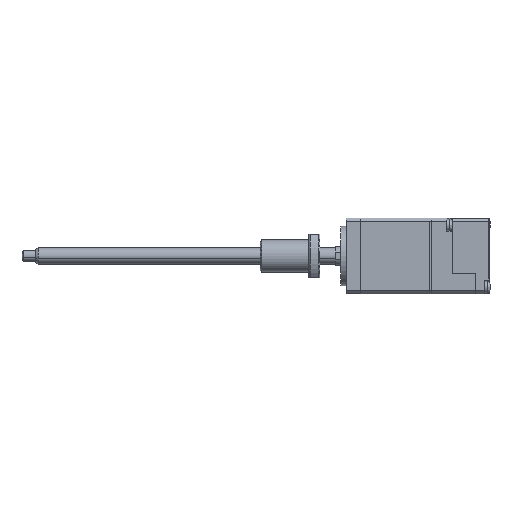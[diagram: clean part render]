
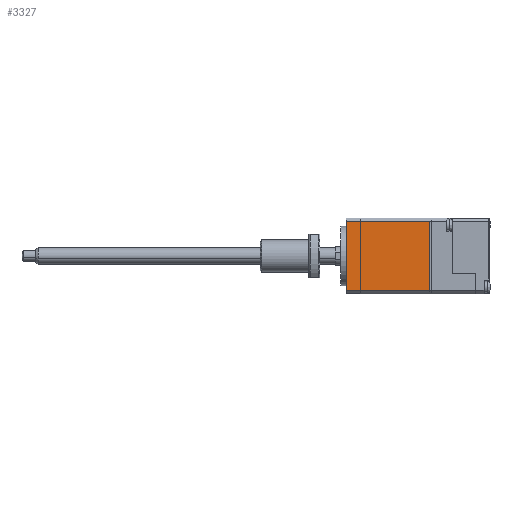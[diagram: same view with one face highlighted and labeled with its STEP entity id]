
A CAD part, left-side view. The second image highlights one B-rep face of the part: STEP entity #3327.
In plain terms, the highlighted planar face has unit normal (-1, 0, 0).
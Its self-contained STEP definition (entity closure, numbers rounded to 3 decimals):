
#150 = VERTEX_POINT ( 'NONE', #1552 ) ;
#229 = LINE ( 'NONE', #6242, #6270 ) ;
#565 = CARTESIAN_POINT ( 'NONE',  ( -26.711, -31.654, 32.445 ) ) ;
#801 = VECTOR ( 'NONE', #1888, 1000. ) ;
#919 = EDGE_CURVE ( 'NONE', #9120, #150, #229, .T. ) ;
#1127 = EDGE_CURVE ( 'NONE', #8114, #4376, #2943, .T. ) ;
#1247 = CARTESIAN_POINT ( 'NONE',  ( -26.711, -31.654, 32.445 ) ) ;
#1405 = ORIENTED_EDGE ( 'NONE', *, *, #919, .T. ) ;
#1552 = CARTESIAN_POINT ( 'NONE',  ( -26.711, -31.654, 6.755 ) ) ;
#1816 = EDGE_CURVE ( 'NONE', #4376, #150, #2910, .T. ) ;
#1888 = DIRECTION ( 'NONE',  ( 0., -1., 0. ) ) ;
#2514 = EDGE_CURVE ( 'NONE', #8114, #9120, #3166, .T. ) ;
#2705 = VECTOR ( 'NONE', #6075, 1000. ) ;
#2791 = DIRECTION ( 'NONE',  ( 0., 0., -1. ) ) ;
#2792 = ORIENTED_EDGE ( 'NONE', *, *, #2514, .T. ) ;
#2910 = LINE ( 'NONE', #565, #7758 ) ;
#2943 = LINE ( 'NONE', #4134, #801 ) ;
#2982 = ORIENTED_EDGE ( 'NONE', *, *, #1127, .F. ) ;
#3166 = LINE ( 'NONE', #8290, #2705 ) ;
#3327 = ADVANCED_FACE ( 'NONE', ( #8591 ), #4223, .T. ) ;
#3400 = CARTESIAN_POINT ( 'NONE',  ( -26.711, -0.974, 6.755 ) ) ;
#3925 = AXIS2_PLACEMENT_3D ( 'NONE', #7320, #4951, #5815 ) ;
#4134 = CARTESIAN_POINT ( 'NONE',  ( -26.711, -0.974, 32.445 ) ) ;
#4223 = PLANE ( 'NONE',  #3925 ) ;
#4344 = ORIENTED_EDGE ( 'NONE', *, *, #1816, .F. ) ;
#4376 = VERTEX_POINT ( 'NONE', #1247 ) ;
#4951 = DIRECTION ( 'NONE',  ( -1., 0., 0. ) ) ;
#5714 = EDGE_LOOP ( 'NONE', ( #4344, #2982, #2792, #1405 ) ) ;
#5815 = DIRECTION ( 'NONE',  ( 0., 0., -1. ) ) ;
#6075 = DIRECTION ( 'NONE',  ( 0., 0., -1. ) ) ;
#6242 = CARTESIAN_POINT ( 'NONE',  ( -26.711, -0.974, 6.755 ) ) ;
#6270 = VECTOR ( 'NONE', #8394, 1000. ) ;
#7320 = CARTESIAN_POINT ( 'NONE',  ( -26.711, -0.974, 32.445 ) ) ;
#7758 = VECTOR ( 'NONE', #2791, 1000. ) ;
#8114 = VERTEX_POINT ( 'NONE', #9201 ) ;
#8290 = CARTESIAN_POINT ( 'NONE',  ( -26.711, -0.974, 32.445 ) ) ;
#8394 = DIRECTION ( 'NONE',  ( 0., -1., 0. ) ) ;
#8591 = FACE_OUTER_BOUND ( 'NONE', #5714, .T. ) ;
#9120 = VERTEX_POINT ( 'NONE', #3400 ) ;
#9201 = CARTESIAN_POINT ( 'NONE',  ( -26.711, -0.974, 32.445 ) ) ;
